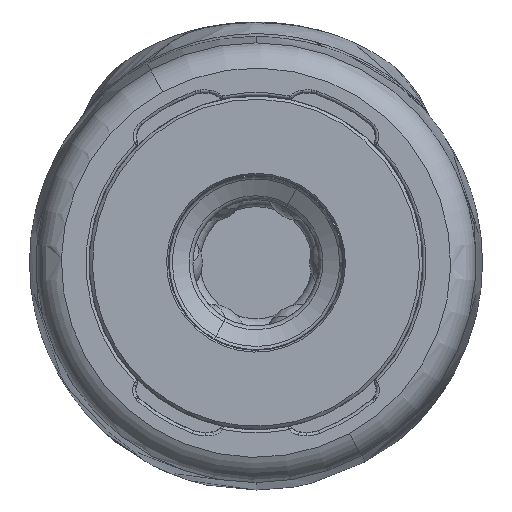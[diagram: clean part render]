
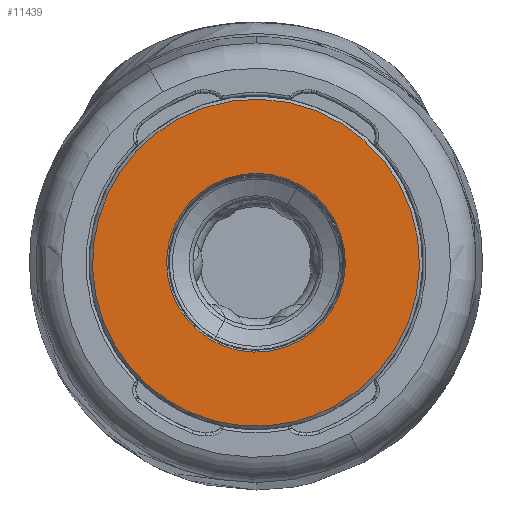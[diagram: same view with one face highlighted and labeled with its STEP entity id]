
A CAD part, front view. The second image highlights one B-rep face of the part: STEP entity #11439.
In plain terms, the highlighted planar face has unit normal (0, -1, 0).
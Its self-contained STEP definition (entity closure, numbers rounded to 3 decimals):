
#131 = CARTESIAN_POINT ( 'NONE',  ( -7.745, 0., 7.123 ) ) ;
#293 = CARTESIAN_POINT ( 'NONE',  ( -8.986, 0., 5.476 ) ) ;
#644 = CARTESIAN_POINT ( 'NONE',  ( -8.884, 0., -5.639 ) ) ;
#1085 = ORIENTED_EDGE ( 'NONE', *, *, #15803, .F. ) ;
#1581 = CARTESIAN_POINT ( 'NONE',  ( 0., 0., 0. ) ) ;
#2177 = ORIENTED_EDGE ( 'NONE', *, *, #29619, .F. ) ;
#2575 = CARTESIAN_POINT ( 'NONE',  ( -5.034, 0., 9.215 ) ) ;
#2671 = AXIS2_PLACEMENT_3D ( 'NONE', #24928, #32159, #30014 ) ;
#3059 = CARTESIAN_POINT ( 'NONE',  ( 1.81, 0., -10.366 ) ) ;
#5201 = CARTESIAN_POINT ( 'NONE',  ( -5.639, 0., 8.884 ) ) ;
#5544 = CARTESIAN_POINT ( 'NONE',  ( -1.62, 0., -10.397 ) ) ;
#5897 = CARTESIAN_POINT ( 'NONE',  ( 2.752, 0., -5.038 ) ) ;
#7017 = EDGE_LOOP ( 'NONE', ( #2177, #1085 ) ) ;
#7504 = CARTESIAN_POINT ( 'NONE',  ( -8.609, 0., 6.05 ) ) ;
#7825 = CARTESIAN_POINT ( 'NONE',  ( 4.429, 0., -9.545 ) ) ;
#8004 = CARTESIAN_POINT ( 'NONE',  ( -10.397, 0., 1.62 ) ) ;
#10017 = VERTEX_POINT ( 'NONE', #5897 ) ;
#10104 = CARTESIAN_POINT ( 'NONE',  ( -7.123, 0., -7.745 ) ) ;
#10257 = CARTESIAN_POINT ( 'NONE',  ( -8.497, 0., -6.206 ) ) ;
#10420 = CARTESIAN_POINT ( 'NONE',  ( -10.52, 0., 0.247 ) ) ;
#10928 = FACE_OUTER_BOUND ( 'NONE', #20477, .T. ) ;
#11264 = EDGE_CURVE ( 'NONE', #23995, #23002, #15087, .T. ) ;
#11439 = ADVANCED_FACE ( 'NONE', ( #10928, #30911 ), #14777, .T. ) ;
#12339 = AXIS2_PLACEMENT_3D ( 'NONE', #29200, #13516, #19409 ) ;
#12462 = CIRCLE ( 'NONE', #29728, 5.74 ) ;
#12614 = DIRECTION ( 'NONE',  ( 0., -1., 0. ) ) ;
#13213 = CIRCLE ( 'NONE', #31529, 5.74 ) ;
#13516 = DIRECTION ( 'NONE',  ( 0., -1., 0. ) ) ;
#14777 = PLANE ( 'NONE',  #2671 ) ;
#14964 = CARTESIAN_POINT ( 'NONE',  ( 2.482, 0., -10.226 ) ) ;
#15087 = CIRCLE ( 'NONE', #12339, 10.5 ) ;
#15135 = CARTESIAN_POINT ( 'NONE',  ( -10.226, 0., -2.482 ) ) ;
#15455 = CARTESIAN_POINT ( 'NONE',  ( -4.254, 0., -9.624 ) ) ;
#15803 = EDGE_CURVE ( 'NONE', #10017, #20451, #13213, .T. ) ;
#16213 = ORIENTED_EDGE ( 'NONE', *, *, #11264, .T. ) ;
#17151 = B_SPLINE_CURVE_WITH_KNOTS ( 'NONE', 3,
 ( #2575, #5201, #22687, #22845, #131, #7504, #293, #22346, #19915, #27774, #8004, #10420, #20569, #22526, #15135, #30543, #20419, #644, #10257, #30212, #10104, #18088, #28092, #15455, #27934, #17434, #5544, #25456, #29900, #3059, #14964, #25138, #7825, #27436 ),
 .UNSPECIFIED., .F., .F.,
 ( 4, 2, 2, 2, 2, 2, 2, 2, 2, 2, 2, 2, 2, 2, 2, 2, 4 ),
 ( 0., 0.063, 0.125, 0.188, 0.25, 0.313, 0.375, 0.438, 0.5, 0.563, 0.625, 0.688, 0.75, 0.813, 0.875, 0.938, 1. ),
 .UNSPECIFIED. ) ;
#17434 = CARTESIAN_POINT ( 'NONE',  ( -2.295, 0., -10.269 ) ) ;
#18088 = CARTESIAN_POINT ( 'NONE',  ( -6.05, 0., -8.609 ) ) ;
#18189 = ORIENTED_EDGE ( 'NONE', *, *, #30677, .T. ) ;
#18914 = DIRECTION ( 'NONE',  ( 0., -1., 0. ) ) ;
#19154 = CARTESIAN_POINT ( 'NONE',  ( 5.034, 0., -9.215 ) ) ;
#19409 = DIRECTION ( 'NONE',  ( 1., 0., 0. ) ) ;
#19915 = CARTESIAN_POINT ( 'NONE',  ( -9.881, 0., 3.617 ) ) ;
#20419 = CARTESIAN_POINT ( 'NONE',  ( -9.545, 0., -4.429 ) ) ;
#20451 = VERTEX_POINT ( 'NONE', #25188 ) ;
#20477 = EDGE_LOOP ( 'NONE', ( #16213, #18189 ) ) ;
#20569 = CARTESIAN_POINT ( 'NONE',  ( -10.513, 0., -0.439 ) ) ;
#22236 = CARTESIAN_POINT ( 'NONE',  ( -5.034, 0., 9.215 ) ) ;
#22346 = CARTESIAN_POINT ( 'NONE',  ( -9.624, 0., 4.254 ) ) ;
#22526 = CARTESIAN_POINT ( 'NONE',  ( -10.366, 0., -1.81 ) ) ;
#22687 = CARTESIAN_POINT ( 'NONE',  ( -6.206, 0., 8.497 ) ) ;
#22773 = DIRECTION ( 'NONE',  ( 1., 0., 0. ) ) ;
#22845 = CARTESIAN_POINT ( 'NONE',  ( -7.264, 0., 7.614 ) ) ;
#23002 = VERTEX_POINT ( 'NONE', #22236 ) ;
#23995 = VERTEX_POINT ( 'NONE', #19154 ) ;
#24928 = CARTESIAN_POINT ( 'NONE',  ( 0., 0., 0. ) ) ;
#25138 = CARTESIAN_POINT ( 'NONE',  ( 3.797, 0., -9.814 ) ) ;
#25188 = CARTESIAN_POINT ( 'NONE',  ( -2.752, 0., 5.038 ) ) ;
#25456 = CARTESIAN_POINT ( 'NONE',  ( -0.247, 0., -10.52 ) ) ;
#27367 = CARTESIAN_POINT ( 'NONE',  ( 0., 0., 0. ) ) ;
#27436 = CARTESIAN_POINT ( 'NONE',  ( 5.034, 0., -9.215 ) ) ;
#27774 = CARTESIAN_POINT ( 'NONE',  ( -10.269, 0., 2.295 ) ) ;
#27934 = CARTESIAN_POINT ( 'NONE',  ( -3.617, 0., -9.881 ) ) ;
#28092 = CARTESIAN_POINT ( 'NONE',  ( -5.476, 0., -8.986 ) ) ;
#28708 = DIRECTION ( 'NONE',  ( 1., 0., 0. ) ) ;
#29200 = CARTESIAN_POINT ( 'NONE',  ( 0., 0., 0. ) ) ;
#29619 = EDGE_CURVE ( 'NONE', #20451, #10017, #12462, .T. ) ;
#29728 = AXIS2_PLACEMENT_3D ( 'NONE', #27367, #12614, #22773 ) ;
#29900 = CARTESIAN_POINT ( 'NONE',  ( 0.439, 0., -10.513 ) ) ;
#30014 = DIRECTION ( 'NONE',  ( 0., 0., -1. ) ) ;
#30212 = CARTESIAN_POINT ( 'NONE',  ( -7.614, 0., -7.264 ) ) ;
#30543 = CARTESIAN_POINT ( 'NONE',  ( -9.814, 0., -3.797 ) ) ;
#30677 = EDGE_CURVE ( 'NONE', #23002, #23995, #17151, .T. ) ;
#30911 = FACE_BOUND ( 'NONE', #7017, .T. ) ;
#31529 = AXIS2_PLACEMENT_3D ( 'NONE', #1581, #18914, #28708 ) ;
#32159 = DIRECTION ( 'NONE',  ( 0., -1., 0. ) ) ;
